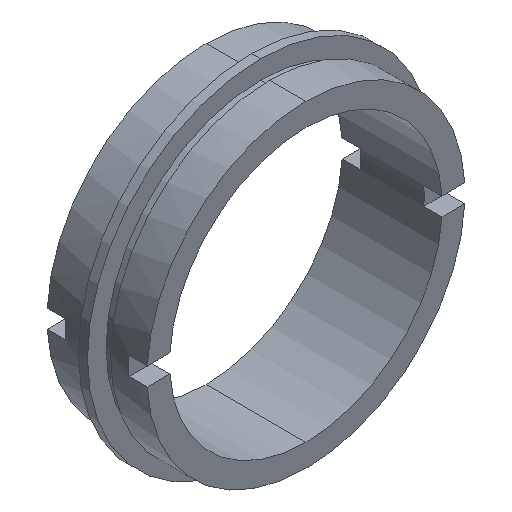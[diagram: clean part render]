
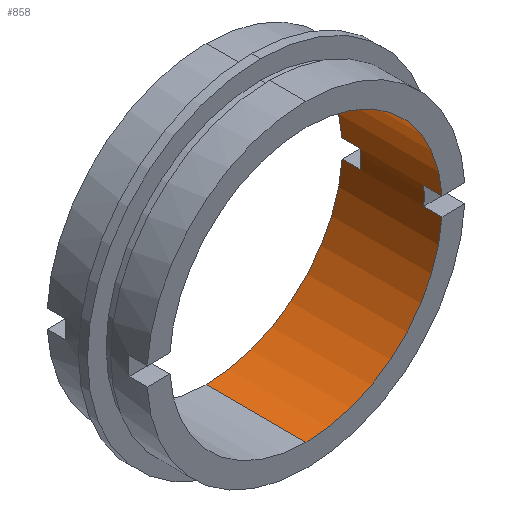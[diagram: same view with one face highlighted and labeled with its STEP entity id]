
A CAD part, isometric view. The second image highlights one B-rep face of the part: STEP entity #858.
In plain terms, the highlighted cylindrical face has radius 15 mm (diameter 30 mm), a partial arc.
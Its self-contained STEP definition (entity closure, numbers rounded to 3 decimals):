
#23 = CIRCLE ( 'NONE', #561, 15. ) ;
#40 = DIRECTION ( 'NONE',  ( 0., 0., 1. ) ) ;
#44 = CARTESIAN_POINT ( 'NONE',  ( 14.967, 22.677, -1. ) ) ;
#45 = DIRECTION ( 'NONE',  ( 0., 0., 1. ) ) ;
#63 = EDGE_CURVE ( 'NONE', #346, #178, #189, .T. ) ;
#64 = CARTESIAN_POINT ( 'NONE',  ( 0., 11., 0. ) ) ;
#65 = DIRECTION ( 'NONE',  ( 0., 1., 0. ) ) ;
#71 = ORIENTED_EDGE ( 'NONE', *, *, #524, .F. ) ;
#73 = VECTOR ( 'NONE', #946, 1000. ) ;
#82 = AXIS2_PLACEMENT_3D ( 'NONE', #578, #488, #925 ) ;
#99 = AXIS2_PLACEMENT_3D ( 'NONE', #131, #660, #45 ) ;
#104 = VECTOR ( 'NONE', #556, 1000. ) ;
#110 = DIRECTION ( 'NONE',  ( 0., 1., 0. ) ) ;
#116 = ORIENTED_EDGE ( 'NONE', *, *, #1047, .F. ) ;
#131 = CARTESIAN_POINT ( 'NONE',  ( 0., 2., 0. ) ) ;
#138 = CARTESIAN_POINT ( 'NONE',  ( 0., 22.677, 15. ) ) ;
#145 = CIRCLE ( 'NONE', #99, 15. ) ;
#153 = AXIS2_PLACEMENT_3D ( 'NONE', #372, #301, #257 ) ;
#171 = DIRECTION ( 'NONE',  ( 0., 0., -1. ) ) ;
#178 = VERTEX_POINT ( 'NONE', #216 ) ;
#180 = ORIENTED_EDGE ( 'NONE', *, *, #523, .F. ) ;
#183 = VERTEX_POINT ( 'NONE', #903 ) ;
#189 = LINE ( 'NONE', #44, #104 ) ;
#203 = ORIENTED_EDGE ( 'NONE', *, *, #63, .F. ) ;
#216 = CARTESIAN_POINT ( 'NONE',  ( 14.967, 9., -1. ) ) ;
#236 = ORIENTED_EDGE ( 'NONE', *, *, #337, .T. ) ;
#243 = LINE ( 'NONE', #744, #1001 ) ;
#253 = VERTEX_POINT ( 'NONE', #627 ) ;
#257 = DIRECTION ( 'NONE',  ( 0., 0., 1. ) ) ;
#261 = CARTESIAN_POINT ( 'NONE',  ( 0., 9., 0. ) ) ;
#262 = CARTESIAN_POINT ( 'NONE',  ( 14.967, 22.677, -1. ) ) ;
#293 = LINE ( 'NONE', #677, #73 ) ;
#297 = CARTESIAN_POINT ( 'NONE',  ( 0., 22.677, 0. ) ) ;
#301 = DIRECTION ( 'NONE',  ( 0., 1., 0. ) ) ;
#319 = DIRECTION ( 'NONE',  ( 0., 1., 0. ) ) ;
#325 = EDGE_LOOP ( 'NONE', ( #180, #689, #116, #71, #778, #996, #236, #848, #882, #426, #203, #641 ) ) ;
#327 = DIRECTION ( 'NONE',  ( 0., 1., 0. ) ) ;
#337 = EDGE_CURVE ( 'NONE', #834, #815, #696, .T. ) ;
#346 = VERTEX_POINT ( 'NONE', #622 ) ;
#354 = AXIS2_PLACEMENT_3D ( 'NONE', #64, #110, #40 ) ;
#372 = CARTESIAN_POINT ( 'NONE',  ( 0., 0., 0. ) ) ;
#388 = EDGE_CURVE ( 'NONE', #178, #424, #23, .T. ) ;
#415 = VECTOR ( 'NONE', #319, 1000. ) ;
#418 = CARTESIAN_POINT ( 'NONE',  ( 0., 11., 15. ) ) ;
#424 = VERTEX_POINT ( 'NONE', #438 ) ;
#426 = ORIENTED_EDGE ( 'NONE', *, *, #388, .F. ) ;
#438 = CARTESIAN_POINT ( 'NONE',  ( 14.967, 9., 1. ) ) ;
#449 = EDGE_CURVE ( 'NONE', #424, #183, #293, .T. ) ;
#484 = AXIS2_PLACEMENT_3D ( 'NONE', #930, #327, #839 ) ;
#488 = DIRECTION ( 'NONE',  ( 0., 1., 0. ) ) ;
#499 = EDGE_CURVE ( 'NONE', #346, #777, #701, .T. ) ;
#502 = EDGE_CURVE ( 'NONE', #834, #253, #662, .T. ) ;
#523 = EDGE_CURVE ( 'NONE', #576, #777, #715, .T. ) ;
#524 = EDGE_CURVE ( 'NONE', #1034, #1051, #145, .T. ) ;
#526 = DIRECTION ( 'NONE',  ( 0., 1., 0. ) ) ;
#556 = DIRECTION ( 'NONE',  ( 0., -1., 0. ) ) ;
#561 = AXIS2_PLACEMENT_3D ( 'NONE', #261, #789, #171 ) ;
#576 = VERTEX_POINT ( 'NONE', #914 ) ;
#578 = CARTESIAN_POINT ( 'NONE',  ( 0., 0., 0. ) ) ;
#579 = DIRECTION ( 'NONE',  ( 0., 1., 0. ) ) ;
#604 = DIRECTION ( 'NONE',  ( 0., -1., 0. ) ) ;
#622 = CARTESIAN_POINT ( 'NONE',  ( 14.967, 11., -1. ) ) ;
#627 = CARTESIAN_POINT ( 'NONE',  ( 14.967, 0., 1. ) ) ;
#633 = CARTESIAN_POINT ( 'NONE',  ( 0., 0., 15. ) ) ;
#641 = ORIENTED_EDGE ( 'NONE', *, *, #499, .T. ) ;
#660 = DIRECTION ( 'NONE',  ( 0., 1., 0. ) ) ;
#662 = CIRCLE ( 'NONE', #82, 15. ) ;
#677 = CARTESIAN_POINT ( 'NONE',  ( 14.967, 22.677, 1. ) ) ;
#689 = ORIENTED_EDGE ( 'NONE', *, *, #1033, .F. ) ;
#696 = LINE ( 'NONE', #138, #782 ) ;
#701 = CIRCLE ( 'NONE', #484, 15. ) ;
#715 = LINE ( 'NONE', #920, #415 ) ;
#724 = AXIS2_PLACEMENT_3D ( 'NONE', #297, #65, #1103 ) ;
#740 = EDGE_CURVE ( 'NONE', #253, #1034, #243, .T. ) ;
#744 = CARTESIAN_POINT ( 'NONE',  ( 14.967, 22.677, 1. ) ) ;
#777 = VERTEX_POINT ( 'NONE', #963 ) ;
#778 = ORIENTED_EDGE ( 'NONE', *, *, #740, .F. ) ;
#782 = VECTOR ( 'NONE', #526, 1000. ) ;
#788 = VECTOR ( 'NONE', #604, 1000. ) ;
#789 = DIRECTION ( 'NONE',  ( 0., -1., 0. ) ) ;
#815 = VERTEX_POINT ( 'NONE', #418 ) ;
#834 = VERTEX_POINT ( 'NONE', #633 ) ;
#839 = DIRECTION ( 'NONE',  ( 0., 0., 1. ) ) ;
#848 = ORIENTED_EDGE ( 'NONE', *, *, #992, .T. ) ;
#858 = ADVANCED_FACE ( 'NONE', ( #888 ), #1053, .F. ) ;
#864 = VERTEX_POINT ( 'NONE', #924 ) ;
#882 = ORIENTED_EDGE ( 'NONE', *, *, #449, .F. ) ;
#888 = FACE_OUTER_BOUND ( 'NONE', #325, .T. ) ;
#903 = CARTESIAN_POINT ( 'NONE',  ( 14.967, 11., 1. ) ) ;
#914 = CARTESIAN_POINT ( 'NONE',  ( 0., 0., -15. ) ) ;
#920 = CARTESIAN_POINT ( 'NONE',  ( 0., 22.677, -15. ) ) ;
#921 = LINE ( 'NONE', #262, #788 ) ;
#924 = CARTESIAN_POINT ( 'NONE',  ( 14.967, 0., -1. ) ) ;
#925 = DIRECTION ( 'NONE',  ( 0., 0., 1. ) ) ;
#930 = CARTESIAN_POINT ( 'NONE',  ( 0., 11., 0. ) ) ;
#943 = CIRCLE ( 'NONE', #354, 15. ) ;
#946 = DIRECTION ( 'NONE',  ( 0., 1., 0. ) ) ;
#963 = CARTESIAN_POINT ( 'NONE',  ( 0., 11., -15. ) ) ;
#966 = CIRCLE ( 'NONE', #153, 15. ) ;
#992 = EDGE_CURVE ( 'NONE', #815, #183, #943, .T. ) ;
#996 = ORIENTED_EDGE ( 'NONE', *, *, #502, .F. ) ;
#1001 = VECTOR ( 'NONE', #579, 1000. ) ;
#1012 = CARTESIAN_POINT ( 'NONE',  ( 14.967, 2., 1. ) ) ;
#1033 = EDGE_CURVE ( 'NONE', #864, #576, #966, .T. ) ;
#1034 = VERTEX_POINT ( 'NONE', #1012 ) ;
#1047 = EDGE_CURVE ( 'NONE', #1051, #864, #921, .T. ) ;
#1051 = VERTEX_POINT ( 'NONE', #1078 ) ;
#1053 = CYLINDRICAL_SURFACE ( 'NONE', #724, 15. ) ;
#1078 = CARTESIAN_POINT ( 'NONE',  ( 14.967, 2., -1. ) ) ;
#1103 = DIRECTION ( 'NONE',  ( 0., 0., 1. ) ) ;
